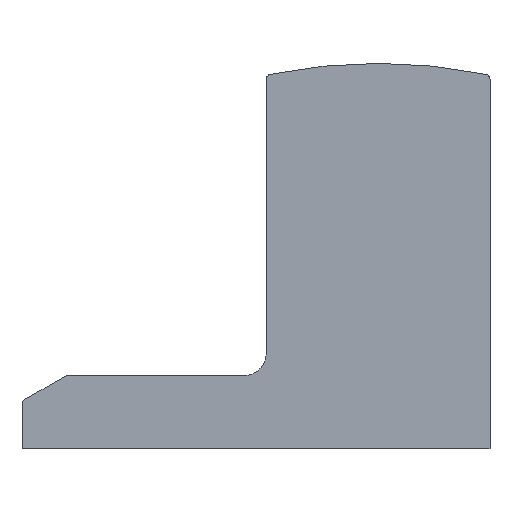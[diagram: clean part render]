
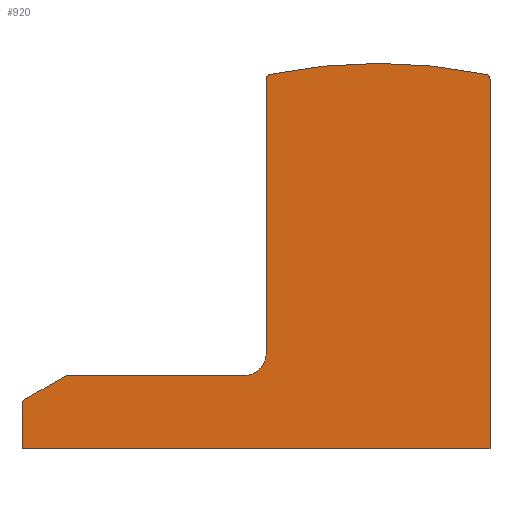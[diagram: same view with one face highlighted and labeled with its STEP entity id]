
A CAD part, top view. The second image highlights one B-rep face of the part: STEP entity #920.
In plain terms, the highlighted planar face has unit normal (0, 0, 1).
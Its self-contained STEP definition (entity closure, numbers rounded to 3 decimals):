
#3 = CIRCLE ( 'NONE', #166, 8. ) ;
#4 = ORIENTED_EDGE ( 'NONE', *, *, #112, .T. ) ;
#35 = DIRECTION ( 'NONE',  ( 1., 0., 0. ) ) ;
#49 = VECTOR ( 'NONE', #872, 1000. ) ;
#55 = EDGE_CURVE ( 'NONE', #242, #405, #984, .T. ) ;
#82 = CARTESIAN_POINT ( 'NONE',  ( -82.5, 136., 6. ) ) ;
#88 = EDGE_CURVE ( 'NONE', #825, #907, #458, .T. ) ;
#112 = EDGE_CURVE ( 'NONE', #457, #273, #3, .T. ) ;
#122 = DIRECTION ( 'NONE',  ( -1., 0., 0. ) ) ;
#133 = EDGE_CURVE ( 'NONE', #616, #720, #941, .T. ) ;
#156 = AXIS2_PLACEMENT_3D ( 'NONE', #698, #707, #263 ) ;
#163 = ORIENTED_EDGE ( 'NONE', *, *, #88, .T. ) ;
#166 = AXIS2_PLACEMENT_3D ( 'NONE', #674, #316, #952 ) ;
#205 = DIRECTION ( 'NONE',  ( 0., -1., 0. ) ) ;
#216 = VECTOR ( 'NONE', #205, 1000. ) ;
#242 = VERTEX_POINT ( 'NONE', #255 ) ;
#255 = CARTESIAN_POINT ( 'NONE',  ( 0., 136., 6. ) ) ;
#263 = DIRECTION ( 'NONE',  ( 1., 0., 0. ) ) ;
#266 = ORIENTED_EDGE ( 'NONE', *, *, #611, .T. ) ;
#269 = AXIS2_PLACEMENT_3D ( 'NONE', #1131, #866, #423 ) ;
#273 = VERTEX_POINT ( 'NONE', #613 ) ;
#284 = ORIENTED_EDGE ( 'NONE', *, *, #133, .T. ) ;
#287 = EDGE_CURVE ( 'NONE', #544, #825, #527, .T. ) ;
#295 = LINE ( 'NONE', #483, #396 ) ;
#315 = FACE_OUTER_BOUND ( 'NONE', #696, .T. ) ;
#316 = DIRECTION ( 'NONE',  ( 0., 0., -1. ) ) ;
#319 = CARTESIAN_POINT ( 'NONE',  ( -172.5, 0., 6. ) ) ;
#322 = CARTESIAN_POINT ( 'NONE',  ( -156.51, 26.732, 6. ) ) ;
#342 = LINE ( 'NONE', #82, #49 ) ;
#361 = DIRECTION ( 'NONE',  ( -0.866, -0.5, 0. ) ) ;
#364 = AXIS2_PLACEMENT_3D ( 'NONE', #573, #937, #35 ) ;
#387 = LINE ( 'NONE', #1000, #216 ) ;
#389 = VECTOR ( 'NONE', #361, 1000. ) ;
#393 = CARTESIAN_POINT ( 'NONE',  ( -82.5, 35., 6. ) ) ;
#395 = ORIENTED_EDGE ( 'NONE', *, *, #287, .T. ) ;
#396 = VECTOR ( 'NONE', #122, 1000. ) ;
#405 = VERTEX_POINT ( 'NONE', #1005 ) ;
#408 = CARTESIAN_POINT ( 'NONE',  ( -171.5, 18.077, 6. ) ) ;
#423 = DIRECTION ( 'NONE',  ( 1., 0., 0. ) ) ;
#457 = VERTEX_POINT ( 'NONE', #393 ) ;
#458 = CIRCLE ( 'NONE', #755, 2. ) ;
#483 = CARTESIAN_POINT ( 'NONE',  ( -90.5, 27., 6. ) ) ;
#527 = LINE ( 'NONE', #602, #389 ) ;
#544 = VERTEX_POINT ( 'NONE', #322 ) ;
#552 = CIRCLE ( 'NONE', #1088, 196.57 ) ;
#573 = CARTESIAN_POINT ( 'NONE',  ( -2., 136., 6. ) ) ;
#602 = CARTESIAN_POINT ( 'NONE',  ( -156.51, 26.732, 6. ) ) ;
#603 = EDGE_CURVE ( 'NONE', #1015, #544, #1132, .T. ) ;
#611 = EDGE_CURVE ( 'NONE', #405, #992, #552, .T. ) ;
#613 = CARTESIAN_POINT ( 'NONE',  ( -90.5, 27., 6. ) ) ;
#616 = VERTEX_POINT ( 'NONE', #319 ) ;
#640 = DIRECTION ( 'NONE',  ( 1., 0., 0. ) ) ;
#649 = CIRCLE ( 'NONE', #156, 2. ) ;
#653 = CARTESIAN_POINT ( 'NONE',  ( 0., 0., 6. ) ) ;
#654 = ORIENTED_EDGE ( 'NONE', *, *, #656, .T. ) ;
#655 = EDGE_CURVE ( 'NONE', #1054, #457, #342, .T. ) ;
#656 = EDGE_CURVE ( 'NONE', #720, #242, #963, .T. ) ;
#657 = ORIENTED_EDGE ( 'NONE', *, *, #655, .T. ) ;
#661 = ORIENTED_EDGE ( 'NONE', *, *, #55, .T. ) ;
#674 = CARTESIAN_POINT ( 'NONE',  ( -90.5, 35., 6. ) ) ;
#675 = DIRECTION ( 'NONE',  ( 1., 0., 0. ) ) ;
#693 = DIRECTION ( 'NONE',  ( 0., 1., 0. ) ) ;
#696 = EDGE_LOOP ( 'NONE', ( #284, #654, #661, #266, #1157, #657, #4, #1020, #1089, #395, #163, #1034 ) ) ;
#698 = CARTESIAN_POINT ( 'NONE',  ( -80.5, 136., 6. ) ) ;
#704 = CARTESIAN_POINT ( 'NONE',  ( -155.51, 27., 6. ) ) ;
#707 = DIRECTION ( 'NONE',  ( 0., 0., 1. ) ) ;
#714 = AXIS2_PLACEMENT_3D ( 'NONE', #873, #797, #980 ) ;
#720 = VERTEX_POINT ( 'NONE', #653 ) ;
#727 = CARTESIAN_POINT ( 'NONE',  ( -170.5, 16.345, 6. ) ) ;
#739 = EDGE_CURVE ( 'NONE', #273, #1015, #295, .T. ) ;
#752 = VECTOR ( 'NONE', #1151, 1000. ) ;
#753 = CARTESIAN_POINT ( 'NONE',  ( -172.5, 16.345, 6. ) ) ;
#755 = AXIS2_PLACEMENT_3D ( 'NONE', #727, #1100, #640 ) ;
#773 = EDGE_CURVE ( 'NONE', #907, #616, #387, .T. ) ;
#775 = CARTESIAN_POINT ( 'NONE',  ( -172.5, 0., 6. ) ) ;
#797 = DIRECTION ( 'NONE',  ( 0., 0., 1. ) ) ;
#814 = VECTOR ( 'NONE', #693, 1000. ) ;
#825 = VERTEX_POINT ( 'NONE', #408 ) ;
#860 = CARTESIAN_POINT ( 'NONE',  ( -41.25, -54.57, 6. ) ) ;
#866 = DIRECTION ( 'NONE',  ( 0., 0., 1. ) ) ;
#872 = DIRECTION ( 'NONE',  ( 0., -1., 0. ) ) ;
#873 = CARTESIAN_POINT ( 'NONE',  ( -2., 136., 6. ) ) ;
#896 = CARTESIAN_POINT ( 'NONE',  ( -82.5, 136., 6. ) ) ;
#907 = VERTEX_POINT ( 'NONE', #753 ) ;
#920 = ADVANCED_FACE ( 'NONE', ( #315 ), #964, .T. ) ;
#937 = DIRECTION ( 'NONE',  ( 0., 0., 1. ) ) ;
#941 = LINE ( 'NONE', #775, #752 ) ;
#952 = DIRECTION ( 'NONE',  ( -1., 0., 0. ) ) ;
#958 = EDGE_CURVE ( 'NONE', #992, #1054, #649, .T. ) ;
#963 = LINE ( 'NONE', #1154, #814 ) ;
#964 = PLANE ( 'NONE',  #714 ) ;
#980 = DIRECTION ( 'NONE',  ( 1., 0., 0. ) ) ;
#984 = CIRCLE ( 'NONE', #364, 2. ) ;
#992 = VERTEX_POINT ( 'NONE', #1066 ) ;
#1000 = CARTESIAN_POINT ( 'NONE',  ( -172.5, 16.345, 6. ) ) ;
#1005 = CARTESIAN_POINT ( 'NONE',  ( -1.597, 137.959, 6. ) ) ;
#1015 = VERTEX_POINT ( 'NONE', #704 ) ;
#1020 = ORIENTED_EDGE ( 'NONE', *, *, #739, .T. ) ;
#1034 = ORIENTED_EDGE ( 'NONE', *, *, #773, .T. ) ;
#1054 = VERTEX_POINT ( 'NONE', #896 ) ;
#1066 = CARTESIAN_POINT ( 'NONE',  ( -80.903, 137.959, 6. ) ) ;
#1088 = AXIS2_PLACEMENT_3D ( 'NONE', #860, #1140, #675 ) ;
#1089 = ORIENTED_EDGE ( 'NONE', *, *, #603, .T. ) ;
#1100 = DIRECTION ( 'NONE',  ( 0., 0., 1. ) ) ;
#1131 = CARTESIAN_POINT ( 'NONE',  ( -155.51, 25., 6. ) ) ;
#1132 = CIRCLE ( 'NONE', #269, 2. ) ;
#1140 = DIRECTION ( 'NONE',  ( 0., 0., 1. ) ) ;
#1151 = DIRECTION ( 'NONE',  ( 1., 0., 0. ) ) ;
#1154 = CARTESIAN_POINT ( 'NONE',  ( 0., 0., 6. ) ) ;
#1157 = ORIENTED_EDGE ( 'NONE', *, *, #958, .T. ) ;
